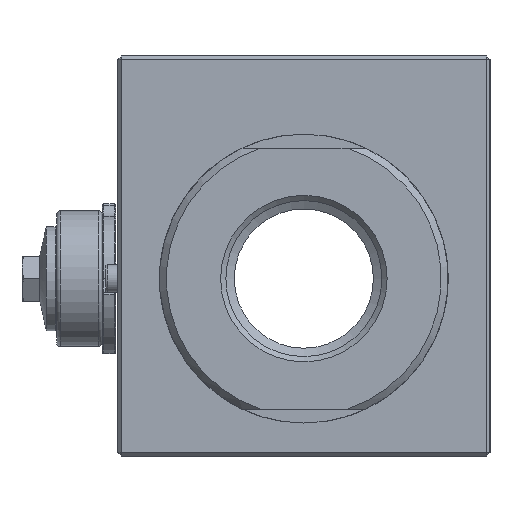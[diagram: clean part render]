
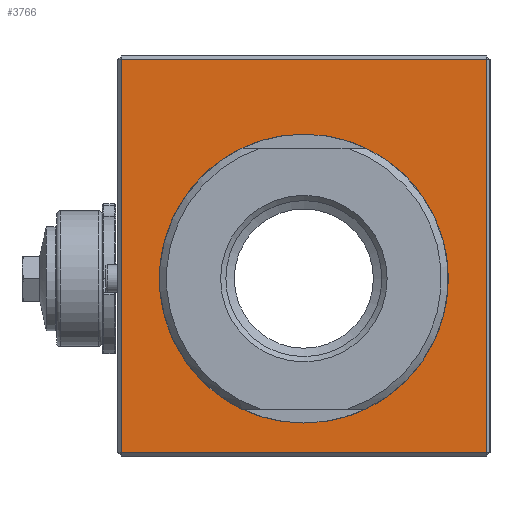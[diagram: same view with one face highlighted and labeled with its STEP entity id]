
A CAD part, left-side view. The second image highlights one B-rep face of the part: STEP entity #3766.
In plain terms, the highlighted planar face has unit normal (-1, 0, 0).
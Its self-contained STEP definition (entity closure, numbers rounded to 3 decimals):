
#503=CIRCLE('',#5426,36.7);
#1440=ORIENTED_EDGE('',*,*,#1977,.T.);
#1441=ORIENTED_EDGE('',*,*,#1932,.T.);
#1442=ORIENTED_EDGE('',*,*,#1923,.T.);
#1443=ORIENTED_EDGE('',*,*,#1940,.T.);
#1444=ORIENTED_EDGE('',*,*,#1951,.T.);
#1923=EDGE_CURVE('',#2289,#2288,#2456,.T.);
#1932=EDGE_CURVE('',#2293,#2289,#2465,.T.);
#1940=EDGE_CURVE('',#2288,#2300,#2473,.T.);
#1951=EDGE_CURVE('',#2300,#2293,#2484,.T.);
#1977=EDGE_CURVE('',#2318,#2318,#503,.T.);
#2288=VERTEX_POINT('',#8146);
#2289=VERTEX_POINT('',#8148);
#2293=VERTEX_POINT('',#8162);
#2300=VERTEX_POINT('',#8181);
#2318=VERTEX_POINT('',#8257);
#2456=LINE('',#8147,#2614);
#2465=LINE('',#8165,#2623);
#2473=LINE('',#8182,#2631);
#2484=LINE('',#8202,#2642);
#2614=VECTOR('',#6506,1000.);
#2623=VECTOR('',#6521,1000.);
#2631=VECTOR('',#6535,1000.);
#2642=VECTOR('',#6556,1000.);
#2984=EDGE_LOOP('',(#1440));
#2985=EDGE_LOOP('',(#1441,#1442,#1443,#1444));
#3369=FACE_BOUND('',#2984,.T.);
#3370=FACE_BOUND('',#2985,.T.);
#3524=PLANE('',#5425);
#3766=ADVANCED_FACE('',(#3369,#3370),#3524,.T.);
#5425=AXIS2_PLACEMENT_3D('',#8255,#6617,#6618);
#5426=AXIS2_PLACEMENT_3D('',#8256,#6619,#6620);
#6506=DIRECTION('',(0.,1.,0.));
#6521=DIRECTION('',(0.,0.,1.));
#6535=DIRECTION('',(0.,0.,-1.));
#6556=DIRECTION('',(0.,-1.,0.));
#6617=DIRECTION('',(-1.,0.,0.));
#6618=DIRECTION('',(0.,0.,1.));
#6619=DIRECTION('',(1.,0.,0.));
#6620=DIRECTION('',(0.,0.,1.));
#8146=CARTESIAN_POINT('',(0.,52.5,63.));
#8147=CARTESIAN_POINT('',(0.,53.5,63.));
#8148=CARTESIAN_POINT('',(0.,-52.5,63.));
#8162=CARTESIAN_POINT('',(0.,-52.5,-50.));
#8165=CARTESIAN_POINT('',(0.,-52.5,64.));
#8181=CARTESIAN_POINT('',(0.,52.5,-50.));
#8182=CARTESIAN_POINT('',(0.,52.5,-51.));
#8202=CARTESIAN_POINT('',(0.,-53.5,-50.));
#8255=CARTESIAN_POINT('',(0.,53.5,64.));
#8256=CARTESIAN_POINT('',(0.,0.,0.));
#8257=CARTESIAN_POINT('',(0.,0.,36.7));
